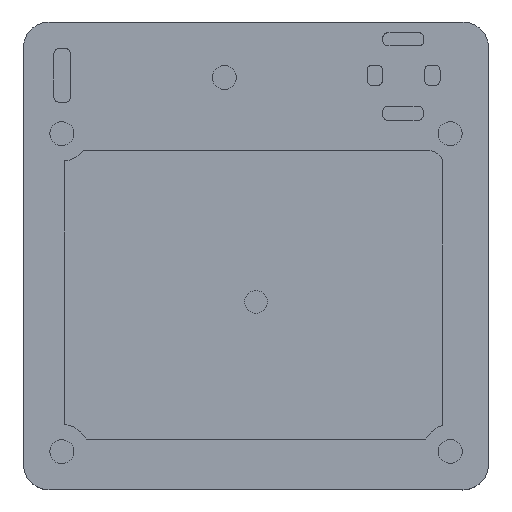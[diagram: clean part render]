
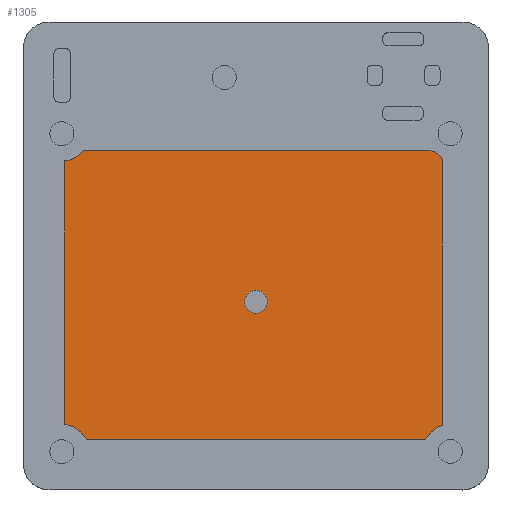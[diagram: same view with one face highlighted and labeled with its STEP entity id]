
A CAD part, top view. The second image highlights one B-rep face of the part: STEP entity #1305.
In plain terms, the highlighted planar face has unit normal (0, 0, 1).
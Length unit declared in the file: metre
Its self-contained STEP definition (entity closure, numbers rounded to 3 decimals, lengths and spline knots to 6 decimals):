
#60=CIRCLE('',#1415,0.005348);
#62=CIRCLE('',#1419,0.005345);
#64=CIRCLE('',#1423,0.002926);
#76=CIRCLE('',#1447,0.005352);
#78=CIRCLE('',#1461,0.00225);
#462=ORIENTED_EDGE('',*,*,#652,.T.);
#463=ORIENTED_EDGE('',*,*,#608,.T.);
#464=ORIENTED_EDGE('',*,*,#650,.F.);
#465=ORIENTED_EDGE('',*,*,#627,.T.);
#466=ORIENTED_EDGE('',*,*,#624,.T.);
#467=ORIENTED_EDGE('',*,*,#621,.F.);
#468=ORIENTED_EDGE('',*,*,#618,.F.);
#469=ORIENTED_EDGE('',*,*,#615,.T.);
#470=ORIENTED_EDGE('',*,*,#612,.F.);
#608=EDGE_CURVE('',#750,#751,#864,.T.);
#612=EDGE_CURVE('',#750,#754,#60,.T.);
#615=EDGE_CURVE('',#756,#754,#869,.T.);
#618=EDGE_CURVE('',#756,#758,#62,.T.);
#621=EDGE_CURVE('',#758,#760,#873,.T.);
#624=EDGE_CURVE('',#762,#760,#64,.T.);
#627=EDGE_CURVE('',#764,#762,#877,.T.);
#650=EDGE_CURVE('',#764,#751,#76,.T.);
#652=EDGE_CURVE('',#776,#776,#78,.F.);
#750=VERTEX_POINT('',#2144);
#751=VERTEX_POINT('',#2145);
#754=VERTEX_POINT('',#2153);
#756=VERTEX_POINT('',#2159);
#758=VERTEX_POINT('',#2165);
#760=VERTEX_POINT('',#2171);
#762=VERTEX_POINT('',#2177);
#764=VERTEX_POINT('',#2183);
#776=VERTEX_POINT('',#2243);
#864=LINE('',#2143,#976);
#869=LINE('',#2158,#981);
#873=LINE('',#2170,#985);
#877=LINE('',#2182,#989);
#976=VECTOR('',#1739,1.);
#981=VECTOR('',#1752,1.);
#985=VECTOR('',#1764,1.);
#989=VECTOR('',#1776,1.);
#1091=EDGE_LOOP('',(#462));
#1092=EDGE_LOOP('',(#463,#464,#465,#466,#467,#468,#469,#470));
#1185=FACE_BOUND('',#1091,.T.);
#1186=FACE_BOUND('',#1092,.T.);
#1230=PLANE('',#1460);
#1305=ADVANCED_FACE('',(#1185,#1186),#1230,.T.);
#1415=AXIS2_PLACEMENT_3D('',#2152,#1745,#1746);
#1419=AXIS2_PLACEMENT_3D('',#2164,#1757,#1758);
#1423=AXIS2_PLACEMENT_3D('',#2176,#1769,#1770);
#1447=AXIS2_PLACEMENT_3D('',#2228,#1831,#1832);
#1460=AXIS2_PLACEMENT_3D('',#2241,#1857,#1858);
#1461=AXIS2_PLACEMENT_3D('',#2242,#1859,#1860);
#1739=DIRECTION('',(1.,0.,0.));
#1745=DIRECTION('',(0.,0.,1.));
#1746=DIRECTION('',(1.,0.,0.));
#1752=DIRECTION('',(0.,-1.,0.));
#1757=DIRECTION('',(0.,0.,1.));
#1758=DIRECTION('',(1.,0.,0.));
#1764=DIRECTION('',(1.,0.,0.));
#1769=DIRECTION('',(0.,0.,1.));
#1770=DIRECTION('',(1.,0.,0.));
#1776=DIRECTION('',(0.,1.,0.));
#1831=DIRECTION('',(0.,0.,1.));
#1832=DIRECTION('',(1.,0.,0.));
#1857=DIRECTION('',(0.,0.,1.));
#1858=DIRECTION('',(1.,0.,0.));
#1859=DIRECTION('',(0.,0.,1.));
#1860=DIRECTION('',(1.,0.,0.));
#2143=CARTESIAN_POINT('',(-0.000002,-0.035861,0.003));
#2144=CARTESIAN_POINT('',(-0.033241,-0.035861,0.003));
#2145=CARTESIAN_POINT('',(0.033237,-0.035861,0.003));
#2152=CARTESIAN_POINT('',(-0.037998,-0.038306,0.003));
#2153=CARTESIAN_POINT('',(-0.037444,-0.032987,0.003));
#2158=CARTESIAN_POINT('',(-0.037444,-0.007181,0.003));
#2159=CARTESIAN_POINT('',(-0.037444,0.018624,0.003));
#2164=CARTESIAN_POINT('',(-0.037997,0.02394,0.003));
#2165=CARTESIAN_POINT('',(-0.033786,0.02065,0.003));
#2170=CARTESIAN_POINT('',(-0.000002,0.02065,0.003));
#2171=CARTESIAN_POINT('',(0.033781,0.02065,0.003));
#2176=CARTESIAN_POINT('',(0.033781,0.017723,0.003));
#2177=CARTESIAN_POINT('',(0.0365,0.018804,0.003));
#2182=CARTESIAN_POINT('',(0.0365,-0.007161,0.003));
#2183=CARTESIAN_POINT('',(0.0365,-0.033126,0.003));
#2228=CARTESIAN_POINT('',(0.038022,-0.038257,0.003));
#2241=CARTESIAN_POINT('',(-0.030886,0.000134,0.003));
#2242=CARTESIAN_POINT('',(0.,-0.008995,0.003));
#2243=CARTESIAN_POINT('',(0.00225,-0.008995,0.003));
